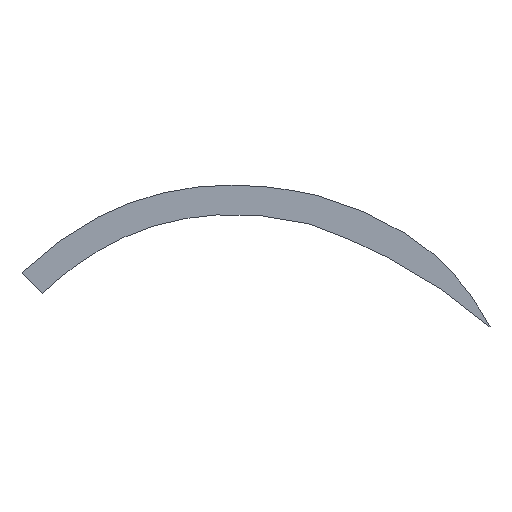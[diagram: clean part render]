
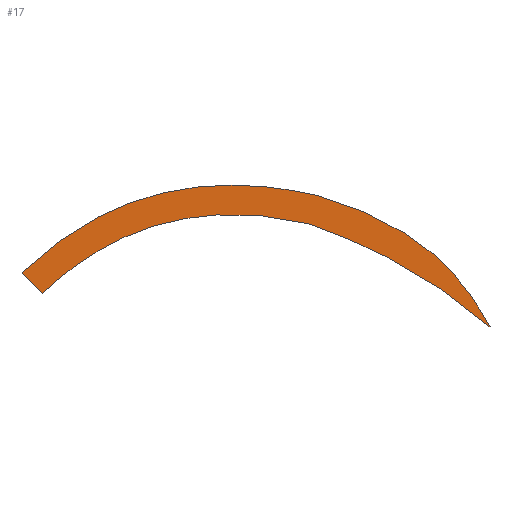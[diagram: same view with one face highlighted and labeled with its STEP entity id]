
A CAD part, top view. The second image highlights one B-rep face of the part: STEP entity #17.
In plain terms, the highlighted planar face has unit normal (0, 0, 1).
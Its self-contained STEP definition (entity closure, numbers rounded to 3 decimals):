
#17 = ADVANCED_FACE('',(#18),#32,.T.);
#18 = FACE_BOUND('',#19,.F.);
#19 = EDGE_LOOP('',(#20,#43,#65,#87,#107));
#20 = ORIENTED_EDGE('',*,*,#21,.T.);
#21 = EDGE_CURVE('',#22,#24,#26,.T.);
#22 = VERTEX_POINT('',#23);
#23 = CARTESIAN_POINT('',(-6.583,-1.053,
    -0.002));
#24 = VERTEX_POINT('',#25);
#25 = CARTESIAN_POINT('',(-7.28,-0.336,
    -0.002));
#26 = SURFACE_CURVE('',#27,(#31),.PCURVE_S1.);
#27 = LINE('',#28,#29);
#28 = CARTESIAN_POINT('',(-6.583,-1.053,
    -0.002));
#29 = VECTOR('',#30,1.);
#30 = DIRECTION('',(-0.697,0.717,0.)
  );
#31 = PCURVE('',#32,#37);
#32 = PLANE('',#33);
#33 = AXIS2_PLACEMENT_3D('',#34,#35,#36);
#34 = CARTESIAN_POINT('',(-6.073,4.691,
    0.));
#35 = DIRECTION('',(0.,0.,
    1.));
#36 = DIRECTION('',(-0.259,-0.966,0.)
  );
#37 = DEFINITIONAL_REPRESENTATION('',(#38),#42);
#38 = LINE('',#39,#40);
#39 = CARTESIAN_POINT('',(5.681,0.992));
#40 = VECTOR('',#41,1.);
#41 = DIRECTION('',(-0.513,-0.859));
#42 = ( GEOMETRIC_REPRESENTATION_CONTEXT(2) 
PARAMETRIC_REPRESENTATION_CONTEXT() REPRESENTATION_CONTEXT('2D SPACE',''
  ) );
#43 = ORIENTED_EDGE('',*,*,#44,.T.);
#44 = EDGE_CURVE('',#24,#45,#47,.T.);
#45 = VERTEX_POINT('',#46);
#46 = CARTESIAN_POINT('',(2.75,2.273,
    0.001));
#47 = SURFACE_CURVE('',#48,(#55),.PCURVE_S1.);
#48 = B_SPLINE_CURVE_WITH_KNOTS('',3,(#49,#50,#51,#52,#53,#54),
  .UNSPECIFIED.,.F.,.F.,(4,1,1,4),(0.,0.333,0.667,1.),
  .UNSPECIFIED.);
#49 = CARTESIAN_POINT('',(-7.28,-0.336,
    -0.002));
#50 = CARTESIAN_POINT('',(-6.345,0.557,
    -0.002));
#51 = CARTESIAN_POINT('',(-4.355,1.94,
    -0.001));
#52 = CARTESIAN_POINT('',(-1.019,2.796,
    0.));
#53 = CARTESIAN_POINT('',(1.453,2.58,
    0.001));
#54 = CARTESIAN_POINT('',(2.75,2.273,
    0.001));
#55 = PCURVE('',#32,#56);
#56 = DEFINITIONAL_REPRESENTATION('',(#57),#64);
#57 = B_SPLINE_CURVE_WITH_KNOTS('',3,(#58,#59,#60,#61,#62,#63),
  .UNSPECIFIED.,.F.,.F.,(4,1,1,4),(0.,0.333,0.667,1.),
  .UNSPECIFIED.);
#58 = CARTESIAN_POINT('',(5.168,0.134));
#59 = CARTESIAN_POINT('',(4.064,0.806));
#60 = CARTESIAN_POINT('',(2.213,2.371));
#61 = CARTESIAN_POINT('',(0.524,5.372));
#62 = CARTESIAN_POINT('',(0.094,7.816));
#63 = CARTESIAN_POINT('',(0.055,9.148));
#64 = ( GEOMETRIC_REPRESENTATION_CONTEXT(2) 
PARAMETRIC_REPRESENTATION_CONTEXT() REPRESENTATION_CONTEXT('2D SPACE',''
  ) );
#65 = ORIENTED_EDGE('',*,*,#66,.T.);
#66 = EDGE_CURVE('',#45,#67,#69,.T.);
#67 = VERTEX_POINT('',#68);
#68 = CARTESIAN_POINT('',(8.621,-2.19,
    0.002));
#69 = SURFACE_CURVE('',#70,(#77),.PCURVE_S1.);
#70 = B_SPLINE_CURVE_WITH_KNOTS('',3,(#71,#72,#73,#74,#75,#76),
  .UNSPECIFIED.,.F.,.F.,(4,1,1,4),(0.,0.333,0.667,1.),
  .UNSPECIFIED.);
#71 = CARTESIAN_POINT('',(2.75,2.273,
    0.001));
#72 = CARTESIAN_POINT('',(3.583,2.049,
    0.002));
#73 = CARTESIAN_POINT('',(5.129,1.423,
    0.002));
#74 = CARTESIAN_POINT('',(7.122,0.112,
    0.002));
#75 = CARTESIAN_POINT('',(8.165,-1.345,
    0.002));
#76 = CARTESIAN_POINT('',(8.621,-2.19,
    0.002));
#77 = PCURVE('',#32,#78);
#78 = DEFINITIONAL_REPRESENTATION('',(#79),#86);
#79 = B_SPLINE_CURVE_WITH_KNOTS('',3,(#80,#81,#82,#83,#84,#85),
  .UNSPECIFIED.,.F.,.F.,(4,1,1,4),(0.,0.333,0.667,1.),
  .UNSPECIFIED.);
#80 = CARTESIAN_POINT('',(0.055,9.148));
#81 = CARTESIAN_POINT('',(0.055,10.01));
#82 = CARTESIAN_POINT('',(0.261,11.665));
#83 = CARTESIAN_POINT('',(1.012,13.93));
#84 = CARTESIAN_POINT('',(2.149,15.314));
#85 = CARTESIAN_POINT('',(2.849,15.973));
#86 = ( GEOMETRIC_REPRESENTATION_CONTEXT(2) 
PARAMETRIC_REPRESENTATION_CONTEXT() REPRESENTATION_CONTEXT('2D SPACE',''
  ) );
#87 = ORIENTED_EDGE('',*,*,#88,.T.);
#88 = EDGE_CURVE('',#67,#89,#91,.T.);
#89 = VERTEX_POINT('',#90);
#90 = CARTESIAN_POINT('',(2.492,1.306,
    0.001));
#91 = SURFACE_CURVE('',#92,(#98),.PCURVE_S1.);
#92 = B_SPLINE_CURVE_WITH_KNOTS('',3,(#93,#94,#95,#96,#97),
  .UNSPECIFIED.,.F.,.F.,(4,1,4),(0.,0.5,1.),.QUASI_UNIFORM_KNOTS.);
#93 = CARTESIAN_POINT('',(8.621,-2.19,
    0.002));
#94 = CARTESIAN_POINT('',(7.778,-1.448,
    0.002));
#95 = CARTESIAN_POINT('',(5.913,-0.122,
    0.002));
#96 = CARTESIAN_POINT('',(3.692,0.883,
    0.001));
#97 = CARTESIAN_POINT('',(2.492,1.306,
    0.001));
#98 = PCURVE('',#32,#99);
#99 = DEFINITIONAL_REPRESENTATION('',(#100),#106);
#100 = B_SPLINE_CURVE_WITH_KNOTS('',3,(#101,#102,#103,#104,#105),
  .UNSPECIFIED.,.F.,.F.,(4,1,4),(0.,0.5,1.),.QUASI_UNIFORM_KNOTS.);
#101 = CARTESIAN_POINT('',(2.849,15.973));
#102 = CARTESIAN_POINT('',(2.349,14.967));
#103 = CARTESIAN_POINT('',(1.551,12.823));
#104 = CARTESIAN_POINT('',(1.154,10.417));
#105 = CARTESIAN_POINT('',(1.056,9.148));
#106 = ( GEOMETRIC_REPRESENTATION_CONTEXT(2) 
PARAMETRIC_REPRESENTATION_CONTEXT() REPRESENTATION_CONTEXT('2D SPACE',''
  ) );
#107 = ORIENTED_EDGE('',*,*,#108,.T.);
#108 = EDGE_CURVE('',#89,#22,#109,.T.);
#109 = SURFACE_CURVE('',#110,(#117),.PCURVE_S1.);
#110 = B_SPLINE_CURVE_WITH_KNOTS('',3,(#111,#112,#113,#114,#115,#116),
  .UNSPECIFIED.,.F.,.F.,(4,1,1,4),(0.,0.333,0.667,1.),
  .UNSPECIFIED.);
#111 = CARTESIAN_POINT('',(2.492,1.306,
    0.001));
#112 = CARTESIAN_POINT('',(1.323,1.584,
    0.001));
#113 = CARTESIAN_POINT('',(-0.907,1.78,
    0.));
#114 = CARTESIAN_POINT('',(-3.932,1.009,
    -0.001));
#115 = CARTESIAN_POINT('',(-5.735,-0.244,
    -0.002));
#116 = CARTESIAN_POINT('',(-6.583,-1.053,
    -0.002));
#117 = PCURVE('',#32,#118);
#118 = DEFINITIONAL_REPRESENTATION('',(#119),#126);
#119 = B_SPLINE_CURVE_WITH_KNOTS('',3,(#120,#121,#122,#123,#124,#125),
  .UNSPECIFIED.,.F.,.F.,(4,1,1,4),(0.,0.333,0.667,1.),
  .UNSPECIFIED.);
#120 = CARTESIAN_POINT('',(1.056,9.148));
#121 = CARTESIAN_POINT('',(1.089,7.948));
#122 = CARTESIAN_POINT('',(1.477,5.743));
#123 = CARTESIAN_POINT('',(3.004,3.02));
#124 = CARTESIAN_POINT('',(4.68,1.602));
#125 = CARTESIAN_POINT('',(5.681,0.992));
#126 = ( GEOMETRIC_REPRESENTATION_CONTEXT(2) 
PARAMETRIC_REPRESENTATION_CONTEXT() REPRESENTATION_CONTEXT('2D SPACE',''
  ) );
